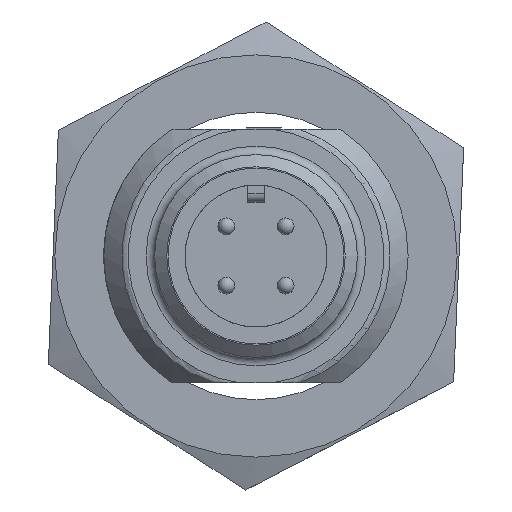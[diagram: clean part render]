
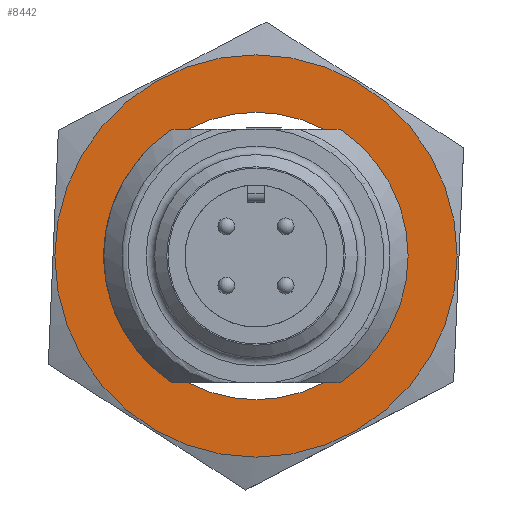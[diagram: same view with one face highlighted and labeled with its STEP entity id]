
A CAD part, left-side view. The second image highlights one B-rep face of the part: STEP entity #8442.
In plain terms, the highlighted planar face has unit normal (-1, 0, 0).
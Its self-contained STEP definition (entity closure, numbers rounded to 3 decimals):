
#273 = EDGE_LOOP ( 'NONE', ( #7796 ) ) ;
#291 = EDGE_LOOP ( 'NONE', ( #7792, #7794, #7801, #7789, #7788, #7785, #7786, #7783, #8092, #7784, #8090, #8052 ) ) ;
#588 = PLANE ( 'NONE',  #9514 ) ;
#589 = CARTESIAN_POINT ( 'NONE',  ( -1., 11.691, 7.438 ) ) ;
#590 = DIRECTION ( 'NONE',  ( 1., 0., 0. ) ) ;
#591 = DIRECTION ( 'NONE',  ( 0., 0., -1. ) ) ;
#1054 = CARTESIAN_POINT ( 'NONE',  ( -1., 9.991, 7.5 ) ) ;
#1122 = CARTESIAN_POINT ( 'NONE',  ( -1., 4., 7.5 ) ) ;
#1135 = CARTESIAN_POINT ( 'NONE',  ( -1., -4., 7.5 ) ) ;
#1143 = CARTESIAN_POINT ( 'NONE',  ( -1., 4., -7.5 ) ) ;
#1145 = CARTESIAN_POINT ( 'NONE',  ( -1., 4.975, -7.5 ) ) ;
#1153 = CARTESIAN_POINT ( 'NONE',  ( -1., -4.975, -7.5 ) ) ;
#1154 = CARTESIAN_POINT ( 'NONE',  ( -1., 8.99, -0.424 ) ) ;
#1155 = CARTESIAN_POINT ( 'NONE',  ( -1., -4.975, 7.5 ) ) ;
#1158 = CARTESIAN_POINT ( 'NONE',  ( -1., 8.989, 0.45 ) ) ;
#1176 = CARTESIAN_POINT ( 'NONE',  ( -1., 4.975, 7.5 ) ) ;
#1304 = CARTESIAN_POINT ( 'NONE',  ( -1., 9.991, -7.5 ) ) ;
#1305 = DIRECTION ( 'NONE',  ( 0., 1., 0. ) ) ;
#1459 = CARTESIAN_POINT ( 'NONE',  ( -1., 0., 0. ) ) ;
#1460 = DIRECTION ( 'NONE',  ( 1., 0., 0. ) ) ;
#1461 = DIRECTION ( 'NONE',  ( 0., 0., -1. ) ) ;
#1644 = LINE ( 'NONE', #3478, #3596 ) ;
#1796 = LINE ( 'NONE', #1304, #3660 ) ;
#1918 = CARTESIAN_POINT ( 'NONE',  ( -1., 0., 0. ) ) ;
#1919 = DIRECTION ( 'NONE',  ( -1., 0., 0. ) ) ;
#1920 = DIRECTION ( 'NONE',  ( 0., 0., -1. ) ) ;
#2045 = CARTESIAN_POINT ( 'NONE',  ( -1., 9., 7.438 ) ) ;
#2046 = DIRECTION ( 'NONE',  ( 0., 0., 1. ) ) ;
#2120 = CARTESIAN_POINT ( 'NONE',  ( -1., 0., 0. ) ) ;
#2121 = DIRECTION ( 'NONE',  ( 1., 0., 0. ) ) ;
#2122 = DIRECTION ( 'NONE',  ( 0., 0., -1. ) ) ;
#2181 = CARTESIAN_POINT ( 'NONE',  ( -1., 7.5, -0.424 ) ) ;
#2182 = DIRECTION ( 'NONE',  ( 0., 1., 0. ) ) ;
#2269 = CARTESIAN_POINT ( 'NONE',  ( -1., 0., 0. ) ) ;
#2270 = DIRECTION ( 'NONE',  ( 1., 0., 0. ) ) ;
#2271 = DIRECTION ( 'NONE',  ( 0., 0., -1. ) ) ;
#2304 = CARTESIAN_POINT ( 'NONE',  ( -1., 7.5, 0.45 ) ) ;
#2305 = DIRECTION ( 'NONE',  ( 0., -1., 0. ) ) ;
#2514 = LINE ( 'NONE', #2045, #9350 ) ;
#2537 = LINE ( 'NONE', #2181, #9648 ) ;
#2549 = LINE ( 'NONE', #2304, #9335 ) ;
#2614 = FACE_OUTER_BOUND ( 'NONE', #273, .T. ) ;
#2615 = FACE_BOUND ( 'NONE', #291, .T. ) ;
#2711 = LINE ( 'NONE', #1054, #9642 ) ;
#3477 = DIRECTION ( 'NONE',  ( 0., -1., 0. ) ) ;
#3478 = CARTESIAN_POINT ( 'NONE',  ( -1., 9.991, 7.5 ) ) ;
#3542 = AXIS2_PLACEMENT_3D ( 'NONE', #1918, #1919, #1920 ) ;
#3556 = CIRCLE ( 'NONE', #3542, 11.902 ) ;
#3596 = VECTOR ( 'NONE', #3477, 1000. ) ;
#3660 = VECTOR ( 'NONE', #1305, 1000. ) ;
#3706 = CIRCLE ( 'NONE', #3996, 9. ) ;
#3996 = AXIS2_PLACEMENT_3D ( 'NONE', #1459, #1460, #1461 ) ;
#4554 = EDGE_CURVE ( 'NONE', #7344, #7372, #1644, .T. ) ;
#4628 = CARTESIAN_POINT ( 'NONE',  ( -1., -4., -7.5 ) ) ;
#4798 = CARTESIAN_POINT ( 'NONE',  ( -1., 9., -0.424 ) ) ;
#5217 = VERTEX_POINT ( 'NONE', #4798 ) ;
#5474 = VERTEX_POINT ( 'NONE', #7480 ) ;
#5611 = DIRECTION ( 'NONE',  ( 0., -1., 0. ) ) ;
#5657 = CARTESIAN_POINT ( 'NONE',  ( -1., 0., 0. ) ) ;
#5658 = DIRECTION ( 'NONE',  ( 1., 0., 0. ) ) ;
#5659 = DIRECTION ( 'NONE',  ( 0., 0., -1. ) ) ;
#5664 = CARTESIAN_POINT ( 'NONE',  ( -1., 0., 0. ) ) ;
#5665 = DIRECTION ( 'NONE',  ( 1., 0., 0. ) ) ;
#5666 = DIRECTION ( 'NONE',  ( 0., 0., -1. ) ) ;
#7187 = VERTEX_POINT ( 'NONE', #4628 ) ;
#7327 = VERTEX_POINT ( 'NONE', #1122 ) ;
#7344 = VERTEX_POINT ( 'NONE', #1135 ) ;
#7358 = VERTEX_POINT ( 'NONE', #1143 ) ;
#7360 = VERTEX_POINT ( 'NONE', #1145 ) ;
#7370 = VERTEX_POINT ( 'NONE', #1153 ) ;
#7371 = VERTEX_POINT ( 'NONE', #1154 ) ;
#7372 = VERTEX_POINT ( 'NONE', #1155 ) ;
#7375 = VERTEX_POINT ( 'NONE', #1158 ) ;
#7403 = VERTEX_POINT ( 'NONE', #1176 ) ;
#7480 = CARTESIAN_POINT ( 'NONE',  ( -1., 9., 0.45 ) ) ;
#7559 = EDGE_CURVE ( 'NONE', #7358, #7360, #1796, .T. ) ;
#7613 = EDGE_CURVE ( 'NONE', #7372, #7370, #3706, .T. ) ;
#7783 = ORIENTED_EDGE ( 'NONE', *, *, #4554, .T. ) ;
#7784 = ORIENTED_EDGE ( 'NONE', *, *, #11011, .T. ) ;
#7785 = ORIENTED_EDGE ( 'NONE', *, *, #10837, .T. ) ;
#7786 = ORIENTED_EDGE ( 'NONE', *, *, #8348, .T. ) ;
#7788 = ORIENTED_EDGE ( 'NONE', *, *, #10849, .T. ) ;
#7789 = ORIENTED_EDGE ( 'NONE', *, *, #8384, .T. ) ;
#7792 = ORIENTED_EDGE ( 'NONE', *, *, #10846, .T. ) ;
#7794 = ORIENTED_EDGE ( 'NONE', *, *, #8363, .T. ) ;
#7796 = ORIENTED_EDGE ( 'NONE', *, *, #8305, .T. ) ;
#7801 = ORIENTED_EDGE ( 'NONE', *, *, #8330, .T. ) ;
#8052 = ORIENTED_EDGE ( 'NONE', *, *, #7559, .T. ) ;
#8090 = ORIENTED_EDGE ( 'NONE', *, *, #8376, .T. ) ;
#8092 = ORIENTED_EDGE ( 'NONE', *, *, #7613, .T. ) ;
#8305 = EDGE_CURVE ( 'NONE', #9315, #9315, #3556, .T. ) ;
#8330 = EDGE_CURVE ( 'NONE', #5217, #5474, #2514, .T. ) ;
#8348 = EDGE_CURVE ( 'NONE', #7327, #7344, #9743, .T. ) ;
#8363 = EDGE_CURVE ( 'NONE', #7371, #5217, #2537, .T. ) ;
#8376 = EDGE_CURVE ( 'NONE', #7187, #7358, #9780, .T. ) ;
#8384 = EDGE_CURVE ( 'NONE', #5474, #7375, #2549, .T. ) ;
#8442 = ADVANCED_FACE ( 'NONE', ( #2614, #2615 ), #588, .F. ) ;
#9182 = LINE ( 'NONE', #9841, #9357 ) ;
#9315 = VERTEX_POINT ( 'NONE', #10216 ) ;
#9335 = VECTOR ( 'NONE', #2305, 1000. ) ;
#9350 = VECTOR ( 'NONE', #2046, 1000. ) ;
#9357 = VECTOR ( 'NONE', #9842, 1000. ) ;
#9514 = AXIS2_PLACEMENT_3D ( 'NONE', #589, #590, #591 ) ;
#9542 = CIRCLE ( 'NONE', #9622, 9. ) ;
#9622 = AXIS2_PLACEMENT_3D ( 'NONE', #5664, #5665, #5666 ) ;
#9631 = AXIS2_PLACEMENT_3D ( 'NONE', #5657, #5658, #5659 ) ;
#9633 = AXIS2_PLACEMENT_3D ( 'NONE', #2269, #2270, #2271 ) ;
#9639 = CIRCLE ( 'NONE', #9631, 9. ) ;
#9642 = VECTOR ( 'NONE', #5611, 1000. ) ;
#9648 = VECTOR ( 'NONE', #2182, 1000. ) ;
#9743 = CIRCLE ( 'NONE', #9773, 8.5 ) ;
#9773 = AXIS2_PLACEMENT_3D ( 'NONE', #2120, #2121, #2122 ) ;
#9780 = CIRCLE ( 'NONE', #9633, 8.5 ) ;
#9841 = CARTESIAN_POINT ( 'NONE',  ( -1., 9.991, -7.5 ) ) ;
#9842 = DIRECTION ( 'NONE',  ( 0., 1., 0. ) ) ;
#10216 = CARTESIAN_POINT ( 'NONE',  ( -1., 0., -11.902 ) ) ;
#10837 = EDGE_CURVE ( 'NONE', #7403, #7327, #2711, .T. ) ;
#10846 = EDGE_CURVE ( 'NONE', #7360, #7371, #9639, .T. ) ;
#10849 = EDGE_CURVE ( 'NONE', #7375, #7403, #9542, .T. ) ;
#11011 = EDGE_CURVE ( 'NONE', #7370, #7187, #9182, .T. ) ;
